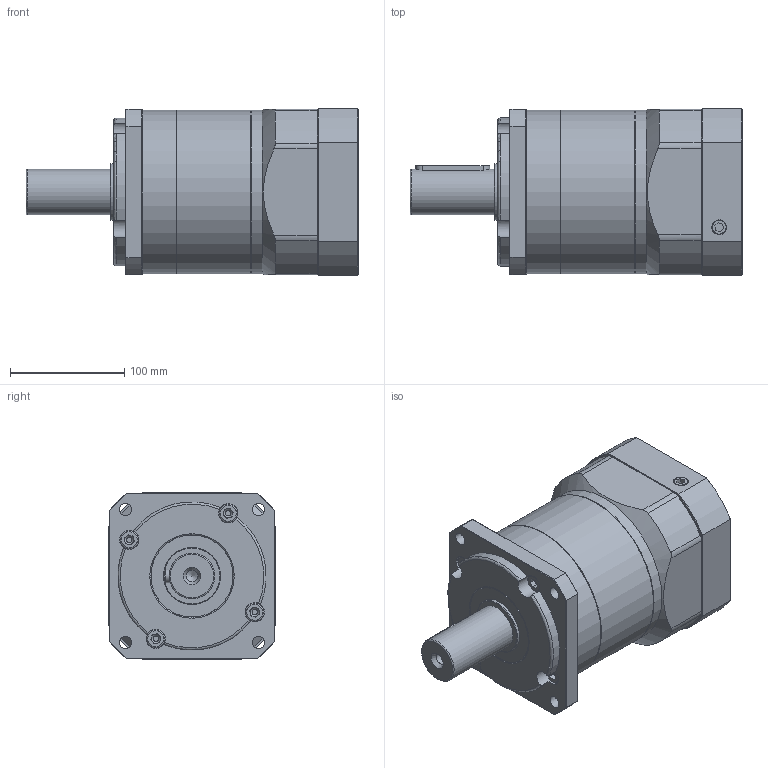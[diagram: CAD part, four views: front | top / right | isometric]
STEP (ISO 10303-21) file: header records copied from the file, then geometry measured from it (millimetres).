
FILE_DESCRIPTION((''),'2;1');
FILE_NAME('KFB-145-1(LB110).stp','2012-02-15T13:41:34',('young'),(''),'Autodesk Inventor 2012','Autodesk Inventor 2012','');
FILE_SCHEMA(('AUTOMOTIVE_DESIGN { 1 0 10303 214 1 1 1 1 }'));
Length unit declared in the file: millimetre
Products named in the file (1): KFB-145-1(LB110)
Bounding box: 291 x 146 x 146 mm (x, y, z)
Volume: 2728608.9 mm3; surface area: 461671.9 mm2
Topology: 25 solids, 25 shells, 930 faces, 2225 edges, 1421 vertices
Faces by surface type: plane 444, cylinder 289, cone 145, bspline 32, torus 20
Full cylindrical faces by diameter (mm): 1.135 x1, 6.8 x4, 8.5 x12, 8.6 x1, 10 x13, 10.2 x1, 10.5 x4, 11 x13, 11.125 x2, 13 x2, 16 x13, 17 x8, 35.2 x1, 40 x1, 44.9 x1, 48.2 x1, 49.8 x2, 50 x3, 72 x4, 82 x1, 90 x1, 100 x1, 108 x1, 110 x3, 120 x1, 143 x3
Entity records: 26959 total; most frequent: CARTESIAN_POINT 5875, DIRECTION 4487, ORIENTED_EDGE 3992, EDGE_CURVE 1996, AXIS2_PLACEMENT_3D 1769, VERTEX_POINT 1381, EDGE_LOOP 1251, VECTOR 949
